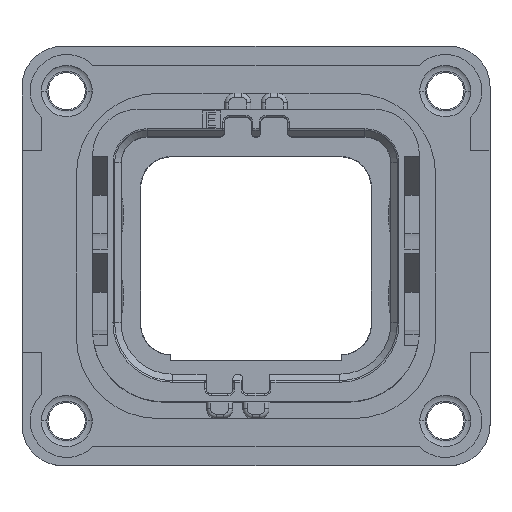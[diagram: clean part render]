
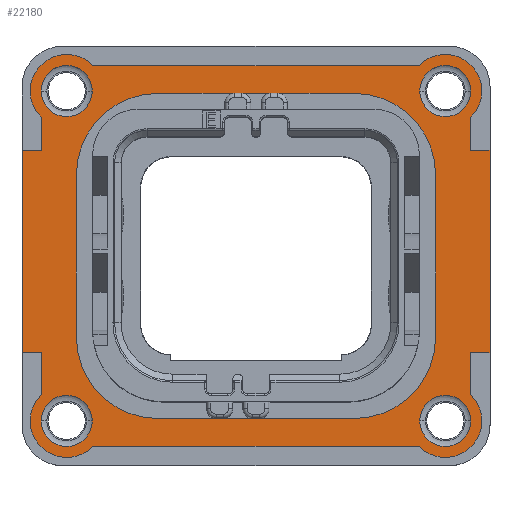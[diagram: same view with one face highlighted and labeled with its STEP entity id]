
A CAD part, top view. The second image highlights one B-rep face of the part: STEP entity #22180.
In plain terms, the highlighted planar face has unit normal (0, 0, 1).
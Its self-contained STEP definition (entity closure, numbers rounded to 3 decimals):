
#535=DIRECTION('',(0.,-1.,0.));
#536=VECTOR('',#535,12.45);
#537=CARTESIAN_POINT('',(-14.4,6.5,1.5));
#538=LINE('',#537,#536);
#593=CARTESIAN_POINT('',(-11.65,10.15,1.5));
#594=DIRECTION('',(0.,0.,1.));
#595=DIRECTION('',(0.716,0.698,0.));
#596=AXIS2_PLACEMENT_3D('',#593,#594,#595);
#603=DIRECTION('',(0.,1.,0.));
#604=VECTOR('',#603,2.588);
#605=CARTESIAN_POINT('',(13.22,-8.538,1.5));
#606=LINE('',#605,#604);
#607=DIRECTION('',(1.,0.,0.));
#608=VECTOR('',#607,20.077);
#609=CARTESIAN_POINT('',(-10.038,-11.72,1.5));
#610=LINE('',#609,#608);
#611=DIRECTION('',(0.,-1.,0.));
#612=VECTOR('',#611,2.588);
#613=CARTESIAN_POINT('',(-13.22,-5.95,1.5));
#614=LINE('',#613,#612);
#615=DIRECTION('',(1.,0.,0.));
#616=VECTOR('',#615,1.18);
#617=CARTESIAN_POINT('',(-14.4,-5.95,1.5));
#618=LINE('',#617,#616);
#619=DIRECTION('',(-1.,0.,0.));
#620=VECTOR('',#619,1.18);
#621=CARTESIAN_POINT('',(-13.22,6.5,1.5));
#622=LINE('',#621,#620);
#623=DIRECTION('',(0.,-1.,0.));
#624=VECTOR('',#623,2.038);
#625=CARTESIAN_POINT('',(-13.22,8.538,1.5));
#626=LINE('',#625,#624);
#627=DIRECTION('',(-1.,0.,0.));
#628=VECTOR('',#627,20.077);
#629=CARTESIAN_POINT('',(10.038,11.72,1.5));
#630=LINE('',#629,#628);
#631=DIRECTION('',(0.,1.,0.));
#632=VECTOR('',#631,2.038);
#633=CARTESIAN_POINT('',(13.22,6.5,1.5));
#634=LINE('',#633,#632);
#635=DIRECTION('',(-1.,0.,0.));
#636=VECTOR('',#635,1.18);
#637=CARTESIAN_POINT('',(14.4,6.5,1.5));
#638=LINE('',#637,#636);
#639=DIRECTION('',(1.,0.,0.));
#640=VECTOR('',#639,1.18);
#641=CARTESIAN_POINT('',(13.22,-5.95,1.5));
#642=LINE('',#641,#640);
#643=CARTESIAN_POINT('',(11.65,-10.15,1.5));
#644=DIRECTION('',(0.,0.,1.));
#645=DIRECTION('',(-1.,0.,0.));
#646=AXIS2_PLACEMENT_3D('',#643,#644,#645);
#648=CARTESIAN_POINT('',(-11.65,-10.15,1.5));
#649=DIRECTION('',(0.,0.,1.));
#650=DIRECTION('',(-1.,0.,0.));
#651=AXIS2_PLACEMENT_3D('',#648,#649,#650);
#653=CARTESIAN_POINT('',(-11.65,10.15,1.5));
#654=DIRECTION('',(0.,0.,1.));
#655=DIRECTION('',(1.,0.,0.));
#656=AXIS2_PLACEMENT_3D('',#653,#654,#655);
#658=CARTESIAN_POINT('',(11.65,10.15,1.5));
#659=DIRECTION('',(0.,0.,1.));
#660=DIRECTION('',(1.,0.,0.));
#661=AXIS2_PLACEMENT_3D('',#658,#659,#660);
#663=CARTESIAN_POINT('',(6.05,5.,1.5));
#664=DIRECTION('',(0.,0.,-1.));
#665=DIRECTION('',(0.,1.,0.));
#666=AXIS2_PLACEMENT_3D('',#663,#664,#665);
#668=DIRECTION('',(1.,0.,0.));
#669=VECTOR('',#668,12.1);
#670=CARTESIAN_POINT('',(-6.05,10.,1.5));
#671=LINE('',#670,#669);
#672=CARTESIAN_POINT('',(-6.05,5.,1.5));
#673=DIRECTION('',(0.,0.,-1.));
#674=DIRECTION('',(-1.,0.,0.));
#675=AXIS2_PLACEMENT_3D('',#672,#673,#674);
#677=DIRECTION('',(0.,1.,0.));
#678=VECTOR('',#677,10.);
#679=CARTESIAN_POINT('',(-11.05,-5.,1.5));
#680=LINE('',#679,#678);
#681=CARTESIAN_POINT('',(-6.05,-5.,1.5));
#682=DIRECTION('',(0.,0.,-1.));
#683=DIRECTION('',(0.,-1.,0.));
#684=AXIS2_PLACEMENT_3D('',#681,#682,#683);
#686=DIRECTION('',(-1.,0.,0.));
#687=VECTOR('',#686,12.1);
#688=CARTESIAN_POINT('',(6.05,-10.,1.5));
#689=LINE('',#688,#687);
#690=CARTESIAN_POINT('',(6.05,-5.,1.5));
#691=DIRECTION('',(0.,0.,-1.));
#692=DIRECTION('',(1.,0.,0.));
#693=AXIS2_PLACEMENT_3D('',#690,#691,#692);
#695=DIRECTION('',(0.,-1.,0.));
#696=VECTOR('',#695,10.);
#697=CARTESIAN_POINT('',(11.05,5.,1.5));
#698=LINE('',#697,#696);
#708=CARTESIAN_POINT('',(11.65,-10.15,1.5));
#709=DIRECTION('',(0.,0.,1.));
#710=DIRECTION('',(-0.716,-0.698,0.));
#711=AXIS2_PLACEMENT_3D('',#708,#709,#710);
#763=DIRECTION('',(0.,1.,0.));
#764=VECTOR('',#763,12.45);
#765=CARTESIAN_POINT('',(14.4,-5.95,1.5));
#766=LINE('',#765,#764);
#792=CARTESIAN_POINT('',(11.65,10.15,1.5));
#793=DIRECTION('',(0.,0.,1.));
#794=DIRECTION('',(0.698,-0.716,0.));
#795=AXIS2_PLACEMENT_3D('',#792,#793,#794);
#821=CARTESIAN_POINT('',(-11.65,-10.15,1.5));
#822=DIRECTION('',(0.,0.,1.));
#823=DIRECTION('',(-0.698,0.716,0.));
#824=AXIS2_PLACEMENT_3D('',#821,#822,#823);
#855=CARTESIAN_POINT('',(11.65,-10.15,1.5));
#856=DIRECTION('',(0.,0.,1.));
#857=DIRECTION('',(1.,0.,0.));
#858=AXIS2_PLACEMENT_3D('',#855,#856,#857);
#860=CARTESIAN_POINT('',(-11.65,-10.15,1.5));
#861=DIRECTION('',(0.,0.,1.));
#862=DIRECTION('',(1.,0.,0.));
#863=AXIS2_PLACEMENT_3D('',#860,#861,#862);
#881=CARTESIAN_POINT('',(-11.65,10.15,1.5));
#882=DIRECTION('',(0.,0.,1.));
#883=DIRECTION('',(-1.,0.,0.));
#884=AXIS2_PLACEMENT_3D('',#881,#882,#883);
#886=CARTESIAN_POINT('',(11.65,10.15,1.5));
#887=DIRECTION('',(0.,0.,1.));
#888=DIRECTION('',(-1.,0.,0.));
#889=AXIS2_PLACEMENT_3D('',#886,#887,#888);
#18955=CARTESIAN_POINT('',(-6.05,10.,1.5));
#18956=CARTESIAN_POINT('',(6.05,10.,1.5));
#18957=VERTEX_POINT('',#18955);
#18958=VERTEX_POINT('',#18956);
#18959=CARTESIAN_POINT('',(11.05,-5.,1.5));
#18960=CARTESIAN_POINT('',(6.05,-10.,1.5));
#18961=VERTEX_POINT('',#18959);
#18962=VERTEX_POINT('',#18960);
#18963=CARTESIAN_POINT('',(11.05,5.,1.5));
#18964=VERTEX_POINT('',#18963);
#18965=CARTESIAN_POINT('',(-11.05,5.,1.5));
#18966=VERTEX_POINT('',#18965);
#18967=CARTESIAN_POINT('',(-11.05,-5.,1.5));
#18968=VERTEX_POINT('',#18967);
#18969=CARTESIAN_POINT('',(-6.05,-10.,1.5));
#18970=VERTEX_POINT('',#18969);
#18999=CARTESIAN_POINT('',(14.4,-5.95,1.5));
#19000=CARTESIAN_POINT('',(14.4,6.5,1.5));
#19001=VERTEX_POINT('',#18999);
#19002=VERTEX_POINT('',#19000);
#19003=CARTESIAN_POINT('',(-14.4,6.5,1.5));
#19004=CARTESIAN_POINT('',(-14.4,-5.95,1.5));
#19005=VERTEX_POINT('',#19003);
#19006=VERTEX_POINT('',#19004);
#19009=CARTESIAN_POINT('',(10.08,10.15,1.5));
#19010=VERTEX_POINT('',#19009);
#19011=CARTESIAN_POINT('',(-10.08,10.15,1.5));
#19012=VERTEX_POINT('',#19011);
#19013=CARTESIAN_POINT('',(-10.08,-10.15,1.5));
#19014=VERTEX_POINT('',#19013);
#19015=CARTESIAN_POINT('',(10.08,-10.15,1.5));
#19016=VERTEX_POINT('',#19015);
#19017=CARTESIAN_POINT('',(-13.22,6.5,1.5));
#19018=VERTEX_POINT('',#19017);
#19019=CARTESIAN_POINT('',(13.22,6.5,1.5));
#19020=VERTEX_POINT('',#19019);
#19021=CARTESIAN_POINT('',(13.22,-5.95,1.5));
#19022=VERTEX_POINT('',#19021);
#20585=CARTESIAN_POINT('',(-13.22,-5.95,1.5));
#20586=VERTEX_POINT('',#20585);
#20683=CARTESIAN_POINT('',(13.22,8.538,1.5));
#20685=VERTEX_POINT('',#20683);
#20687=CARTESIAN_POINT('',(10.038,-11.72,1.5));
#20689=VERTEX_POINT('',#20687);
#20691=CARTESIAN_POINT('',(-10.038,-11.72,1.5));
#20693=VERTEX_POINT('',#20691);
#20695=CARTESIAN_POINT('',(-13.22,-8.538,1.5));
#20697=VERTEX_POINT('',#20695);
#20699=CARTESIAN_POINT('',(-10.038,11.72,1.5));
#20701=VERTEX_POINT('',#20699);
#20703=CARTESIAN_POINT('',(10.038,11.72,1.5));
#20705=VERTEX_POINT('',#20703);
#20707=CARTESIAN_POINT('',(-13.22,8.538,1.5));
#20709=VERTEX_POINT('',#20707);
#20711=CARTESIAN_POINT('',(13.22,-8.538,1.5));
#20713=VERTEX_POINT('',#20711);
#20715=CARTESIAN_POINT('',(13.22,10.15,1.5));
#20716=VERTEX_POINT('',#20715);
#20717=CARTESIAN_POINT('',(-13.22,10.15,1.5));
#20718=VERTEX_POINT('',#20717);
#20719=CARTESIAN_POINT('',(-13.22,-10.15,1.5));
#20720=VERTEX_POINT('',#20719);
#20721=CARTESIAN_POINT('',(13.22,-10.15,1.5));
#20722=VERTEX_POINT('',#20721);
#22101=CARTESIAN_POINT('',(0.,0.,1.5));
#22102=DIRECTION('',(0.,0.,1.));
#22103=DIRECTION('',(1.,0.,0.));
#22104=AXIS2_PLACEMENT_3D('',#22101,#22102,#22103);
#22105=PLANE('',#22104);
#22107=ORIENTED_EDGE('',*,*,#22106,.F.);
#22109=ORIENTED_EDGE('',*,*,#22108,.F.);
#22111=ORIENTED_EDGE('',*,*,#22110,.F.);
#22113=ORIENTED_EDGE('',*,*,#22112,.F.);
#22115=ORIENTED_EDGE('',*,*,#22114,.F.);
#22117=ORIENTED_EDGE('',*,*,#22116,.F.);
#22118=ORIENTED_EDGE('',*,*,#22042,.F.);
#22120=ORIENTED_EDGE('',*,*,#22119,.F.);
#22122=ORIENTED_EDGE('',*,*,#22121,.F.);
#22123=ORIENTED_EDGE('',*,*,#22091,.F.);
#22125=ORIENTED_EDGE('',*,*,#22124,.F.);
#22127=ORIENTED_EDGE('',*,*,#22126,.F.);
#22129=ORIENTED_EDGE('',*,*,#22128,.F.);
#22131=ORIENTED_EDGE('',*,*,#22130,.F.);
#22133=ORIENTED_EDGE('',*,*,#22132,.F.);
#22135=ORIENTED_EDGE('',*,*,#22134,.F.);
#22136=EDGE_LOOP('',(#22107,#22109,#22111,#22113,#22115,#22117,#22118,#22120,
#22122,#22123,#22125,#22127,#22129,#22131,#22133,#22135));
#22137=FACE_OUTER_BOUND('',#22136,.F.);
#22139=ORIENTED_EDGE('',*,*,#22138,.T.);
#22141=ORIENTED_EDGE('',*,*,#22140,.T.);
#22142=EDGE_LOOP('',(#22139,#22141));
#22143=FACE_BOUND('',#22142,.F.);
#22145=ORIENTED_EDGE('',*,*,#22144,.T.);
#22147=ORIENTED_EDGE('',*,*,#22146,.T.);
#22148=EDGE_LOOP('',(#22145,#22147));
#22149=FACE_BOUND('',#22148,.F.);
#22151=ORIENTED_EDGE('',*,*,#22150,.T.);
#22153=ORIENTED_EDGE('',*,*,#22152,.T.);
#22154=EDGE_LOOP('',(#22151,#22153));
#22155=FACE_BOUND('',#22154,.F.);
#22157=ORIENTED_EDGE('',*,*,#22156,.T.);
#22159=ORIENTED_EDGE('',*,*,#22158,.T.);
#22160=EDGE_LOOP('',(#22157,#22159));
#22161=FACE_BOUND('',#22160,.F.);
#22163=ORIENTED_EDGE('',*,*,#22162,.F.);
#22165=ORIENTED_EDGE('',*,*,#22164,.F.);
#22167=ORIENTED_EDGE('',*,*,#22166,.F.);
#22169=ORIENTED_EDGE('',*,*,#22168,.F.);
#22171=ORIENTED_EDGE('',*,*,#22170,.F.);
#22173=ORIENTED_EDGE('',*,*,#22172,.F.);
#22175=ORIENTED_EDGE('',*,*,#22174,.F.);
#22177=ORIENTED_EDGE('',*,*,#22176,.F.);
#22178=EDGE_LOOP('',(#22163,#22165,#22167,#22169,#22171,#22173,#22175,#22177));
#22179=FACE_BOUND('',#22178,.F.);
#22180=ADVANCED_FACE('',(#22137,#22143,#22149,#22155,#22161,#22179),#22105,.T.);
#597=CIRCLE('',#596,2.25);
#647=CIRCLE('',#646,1.57);
#652=CIRCLE('',#651,1.57);
#657=CIRCLE('',#656,1.57);
#662=CIRCLE('',#661,1.57);
#667=CIRCLE('',#666,5.);
#676=CIRCLE('',#675,5.);
#685=CIRCLE('',#684,5.);
#694=CIRCLE('',#693,5.);
#712=CIRCLE('',#711,2.25);
#796=CIRCLE('',#795,2.25);
#825=CIRCLE('',#824,2.25);
#859=CIRCLE('',#858,1.57);
#864=CIRCLE('',#863,1.57);
#885=CIRCLE('',#884,1.57);
#890=CIRCLE('',#889,1.57);
#22042=EDGE_CURVE('',#19005,#19006,#538,.T.);
#22091=EDGE_CURVE('',#20701,#20709,#597,.T.);
#22106=EDGE_CURVE('',#20713,#19022,#606,.T.);
#22108=EDGE_CURVE('',#20689,#20713,#712,.T.);
#22110=EDGE_CURVE('',#20693,#20689,#610,.T.);
#22112=EDGE_CURVE('',#20697,#20693,#825,.T.);
#22114=EDGE_CURVE('',#20586,#20697,#614,.T.);
#22116=EDGE_CURVE('',#19006,#20586,#618,.T.);
#22119=EDGE_CURVE('',#19018,#19005,#622,.T.);
#22121=EDGE_CURVE('',#20709,#19018,#626,.T.);
#22124=EDGE_CURVE('',#20705,#20701,#630,.T.);
#22126=EDGE_CURVE('',#20685,#20705,#796,.T.);
#22128=EDGE_CURVE('',#19020,#20685,#634,.T.);
#22130=EDGE_CURVE('',#19002,#19020,#638,.T.);
#22132=EDGE_CURVE('',#19001,#19002,#766,.T.);
#22134=EDGE_CURVE('',#19022,#19001,#642,.T.);
#22138=EDGE_CURVE('',#19016,#20722,#647,.T.);
#22140=EDGE_CURVE('',#20722,#19016,#859,.T.);
#22144=EDGE_CURVE('',#19014,#20720,#864,.T.);
#22146=EDGE_CURVE('',#20720,#19014,#652,.T.);
#22150=EDGE_CURVE('',#19012,#20718,#657,.T.);
#22152=EDGE_CURVE('',#20718,#19012,#885,.T.);
#22156=EDGE_CURVE('',#19010,#20716,#890,.T.);
#22158=EDGE_CURVE('',#20716,#19010,#662,.T.);
#22162=EDGE_CURVE('',#18958,#18964,#667,.T.);
#22164=EDGE_CURVE('',#18957,#18958,#671,.T.);
#22166=EDGE_CURVE('',#18966,#18957,#676,.T.);
#22168=EDGE_CURVE('',#18968,#18966,#680,.T.);
#22170=EDGE_CURVE('',#18970,#18968,#685,.T.);
#22172=EDGE_CURVE('',#18962,#18970,#689,.T.);
#22174=EDGE_CURVE('',#18961,#18962,#694,.T.);
#22176=EDGE_CURVE('',#18964,#18961,#698,.T.);
